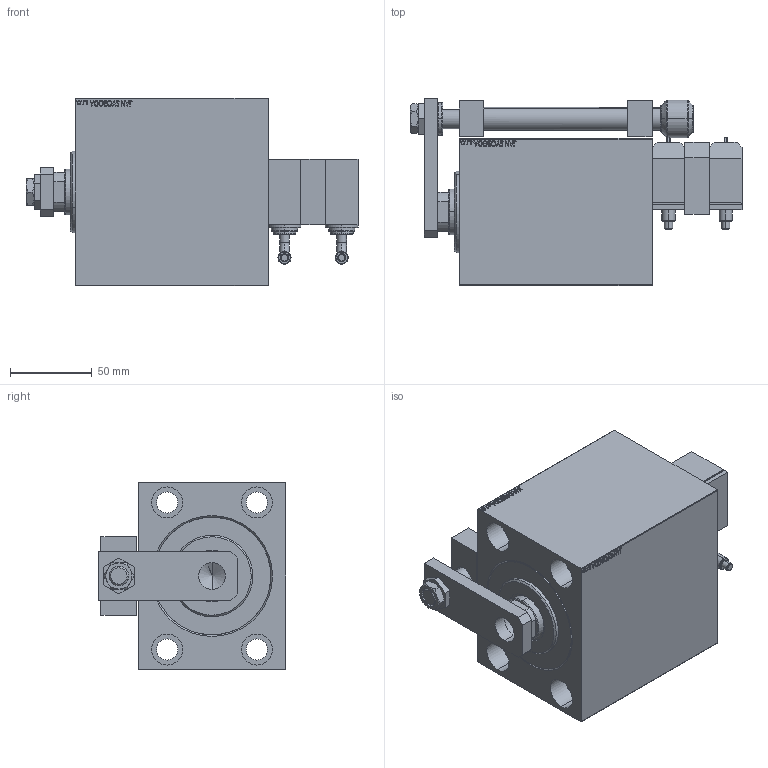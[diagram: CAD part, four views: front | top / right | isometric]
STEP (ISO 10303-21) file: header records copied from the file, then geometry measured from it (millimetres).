
FILE_DESCRIPTION (( 'STEP AP203' ), '1' );
FILE_NAME ('bb34.STEP', '2024-02-12T12:58:36', ( '' ), ( '' ), 'SwSTEP 2.0', 'SolidWorks 2019', '' );
FILE_SCHEMA (( 'CONFIG_CONTROL_DESIGN' ));
Length unit declared in the file: millimetre
Products named in the file (13): V450CM_C_Body 961a20e089177cb7230bc2e525e21f5b; V450CM_C_VCP 961a20e089177cb7230bc2e525e21f5b; NUT_D19_P 961a20e089177cb7230bc2e525e21f5b; KROUZEK_PRO_TYC 961a20e089177cb7230bc2e525e21f5b; SWITCH DIM W_B 961a20e089177cb7230bc2e525e21f5b; SWITCH P 961a20e089177cb7230bc2e525e21f5b; V450CM_VC_B 961a20e089177cb7230bc2e525e21f5b; bb34; ZARAZKA_P 961a20e089177cb7230bc2e525e21f5b; NUT_D16 961a20e089177cb7230bc2e525e21f5b; MIDDLE 961a20e089177cb7230bc2e525e21f5b; TYC_P 961a20e089177cb7230bc2e525e21f5b; SWITCH_P_FRONT_BACK 961a20e089177cb7230bc2e525e21f5b
Assembly tree (14 placements, depth 2):
  bb34
    V450CM_C_Body 961a20e089177cb7230bc2e525e21f5b
    V450CM_C_VCP 961a20e089177cb7230bc2e525e21f5b
    V450CM_VC_B 961a20e089177cb7230bc2e525e21f5b
    SWITCH DIM W_B 961a20e089177cb7230bc2e525e21f5b
    SWITCH P 961a20e089177cb7230bc2e525e21f5b  x2
    SWITCH_P_FRONT_BACK 961a20e089177cb7230bc2e525e21f5b  x2
    TYC_P 961a20e089177cb7230bc2e525e21f5b
    ZARAZKA_P 961a20e089177cb7230bc2e525e21f5b
    KROUZEK_PRO_TYC 961a20e089177cb7230bc2e525e21f5b
    MIDDLE 961a20e089177cb7230bc2e525e21f5b
    NUT_D16 961a20e089177cb7230bc2e525e21f5b
    NUT_D19_P 961a20e089177cb7230bc2e525e21f5b
Bounding box: 203.2 x 114.5 x 115 mm (x, y, z)
Volume: 389819.6 mm3; surface area: 196336.7 mm2
Topology: 13 solids, 14 shells, 1113 faces, 2768 edges, 1806 vertices
Faces by surface type: plane 524, bspline 384, cylinder 124, cone 49, torus 32
Entity records: 51015 total; most frequent: CARTESIAN_POINT 27196, ORIENTED_EDGE 5176, DIRECTION 3421, EDGE_CURVE 2588, VERTEX_POINT 1701, VECTOR 1487, LINE 1487, EDGE_LOOP 1189
